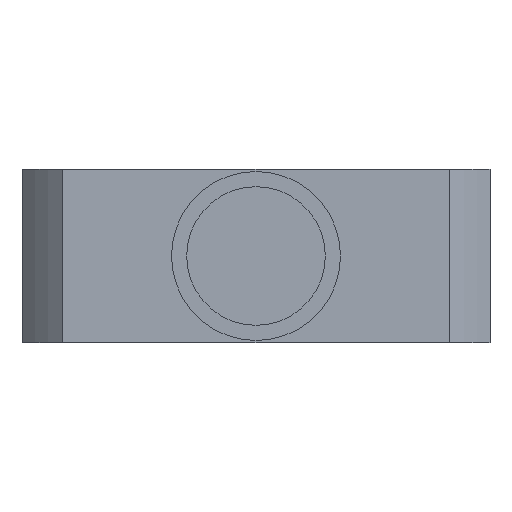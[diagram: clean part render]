
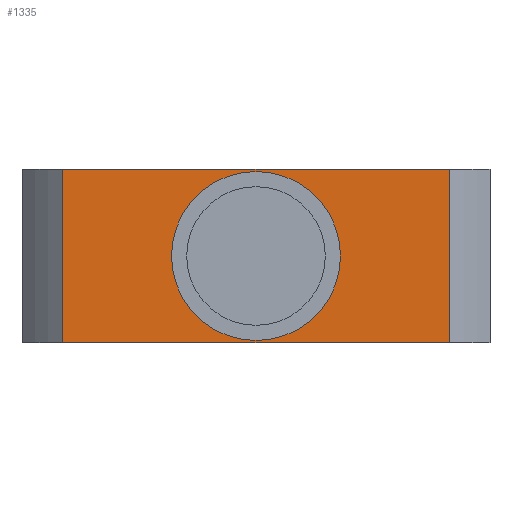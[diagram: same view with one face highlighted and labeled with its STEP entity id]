
A CAD part, left-side view. The second image highlights one B-rep face of the part: STEP entity #1335.
In plain terms, the highlighted planar face has unit normal (-1, 0, 0).
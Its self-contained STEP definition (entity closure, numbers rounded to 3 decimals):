
#18 = DIRECTION ( 'NONE',  ( 0., 1., 0. ) ) ;
#64 = PLANE ( 'NONE',  #694 ) ;
#71 = CARTESIAN_POINT ( 'NONE',  ( -27., 27., 20. ) ) ;
#109 = DIRECTION ( 'NONE',  ( 1., 0., 0. ) ) ;
#319 = ORIENTED_EDGE ( 'NONE', *, *, #779, .F. ) ;
#320 = ORIENTED_EDGE ( 'NONE', *, *, #684, .F. ) ;
#321 = ORIENTED_EDGE ( 'NONE', *, *, #755, .F. ) ;
#322 = ORIENTED_EDGE ( 'NONE', *, *, #701, .F. ) ;
#323 = ORIENTED_EDGE ( 'NONE', *, *, #749, .T. ) ;
#324 = ORIENTED_EDGE ( 'NONE', *, *, #780, .F. ) ;
#420 = CIRCLE ( 'NONE', #860, 9.75 ) ;
#423 = LINE ( 'NONE', #1262, #433 ) ;
#433 = VECTOR ( 'NONE', #1259, 1000. ) ;
#464 = LINE ( 'NONE', #1203, #465 ) ;
#465 = VECTOR ( 'NONE', #1202, 1000. ) ;
#469 = LINE ( 'NONE', #1191, #470 ) ;
#470 = VECTOR ( 'NONE', #1190, 1000. ) ;
#481 = VECTOR ( 'NONE', #1132, 1000. ) ;
#485 = LINE ( 'NONE', #1134, #481 ) ;
#491 = CIRCLE ( 'NONE', #735, 9.75 ) ;
#605 = FACE_OUTER_BOUND ( 'NONE', #666, .T. ) ;
#610 = FACE_BOUND ( 'NONE', #671, .T. ) ;
#666 = EDGE_LOOP ( 'NONE', ( #324, #323, #322, #321 ) ) ;
#671 = EDGE_LOOP ( 'NONE', ( #320, #319 ) ) ;
#684 = EDGE_CURVE ( 'NONE', #1106, #1085, #420, .T. ) ;
#694 = AXIS2_PLACEMENT_3D ( 'NONE', #71, #109, #18 ) ;
#701 = EDGE_CURVE ( 'NONE', #987, #1025, #423, .T. ) ;
#735 = AXIS2_PLACEMENT_3D ( 'NONE', #1140, #1137, #1136 ) ;
#749 = EDGE_CURVE ( 'NONE', #952, #1025, #464, .T. ) ;
#755 = EDGE_CURVE ( 'NONE', #1100, #987, #469, .T. ) ;
#779 = EDGE_CURVE ( 'NONE', #1085, #1106, #491, .T. ) ;
#780 = EDGE_CURVE ( 'NONE', #952, #1100, #485, .T. ) ;
#860 = AXIS2_PLACEMENT_3D ( 'NONE', #1292, #1294, #1293 ) ;
#925 = CARTESIAN_POINT ( 'NONE',  ( -27., 0., 0.25 ) ) ;
#927 = CARTESIAN_POINT ( 'NONE',  ( -27., 22.271, 20. ) ) ;
#936 = CARTESIAN_POINT ( 'NONE',  ( -27., 0., 19.75 ) ) ;
#949 = CARTESIAN_POINT ( 'NONE',  ( -27., -22.271, 0. ) ) ;
#952 = VERTEX_POINT ( 'NONE', #998 ) ;
#960 = CARTESIAN_POINT ( 'NONE',  ( -27., -22.271, 20. ) ) ;
#987 = VERTEX_POINT ( 'NONE', #960 ) ;
#998 = CARTESIAN_POINT ( 'NONE',  ( -27., 22.271, 0. ) ) ;
#1025 = VERTEX_POINT ( 'NONE', #949 ) ;
#1085 = VERTEX_POINT ( 'NONE', #936 ) ;
#1100 = VERTEX_POINT ( 'NONE', #927 ) ;
#1106 = VERTEX_POINT ( 'NONE', #925 ) ;
#1132 = DIRECTION ( 'NONE',  ( 0., 0., 1. ) ) ;
#1134 = CARTESIAN_POINT ( 'NONE',  ( -27., 22.271, 0. ) ) ;
#1136 = DIRECTION ( 'NONE',  ( 0., 1., 0. ) ) ;
#1137 = DIRECTION ( 'NONE',  ( -1., 0., 0. ) ) ;
#1140 = CARTESIAN_POINT ( 'NONE',  ( -27., 0., 10. ) ) ;
#1190 = DIRECTION ( 'NONE',  ( 0., -1., 0. ) ) ;
#1191 = CARTESIAN_POINT ( 'NONE',  ( -27., 27., 20. ) ) ;
#1202 = DIRECTION ( 'NONE',  ( 0., -1., 0. ) ) ;
#1203 = CARTESIAN_POINT ( 'NONE',  ( -27., 27., 0. ) ) ;
#1259 = DIRECTION ( 'NONE',  ( 0., 0., -1. ) ) ;
#1262 = CARTESIAN_POINT ( 'NONE',  ( -27., -22.271, 0. ) ) ;
#1292 = CARTESIAN_POINT ( 'NONE',  ( -27., 0., 10. ) ) ;
#1293 = DIRECTION ( 'NONE',  ( 0., 1., 0. ) ) ;
#1294 = DIRECTION ( 'NONE',  ( -1., 0., 0. ) ) ;
#1335 = ADVANCED_FACE ( 'NONE', ( #605, #610 ), #64, .F. ) ;
